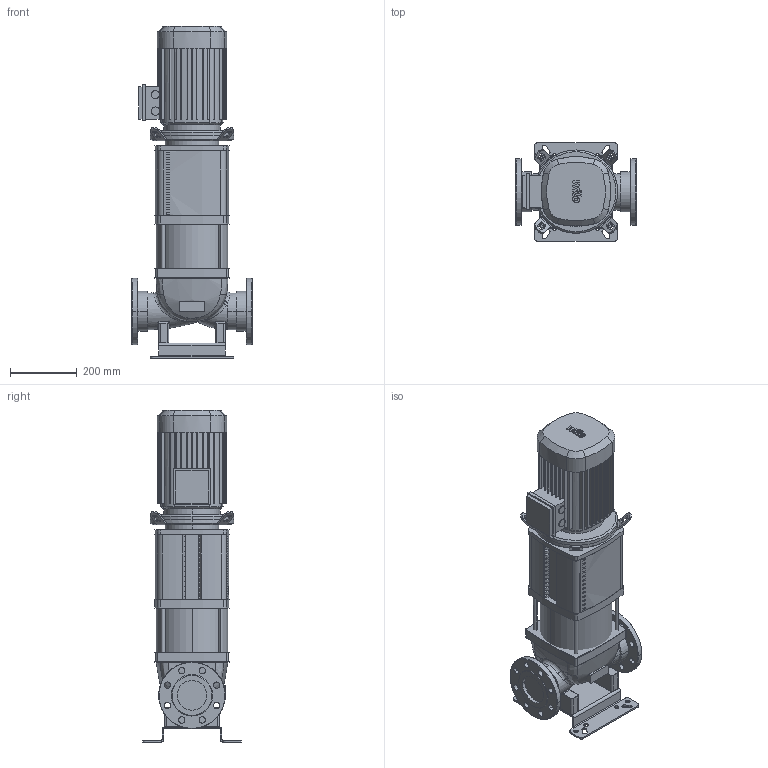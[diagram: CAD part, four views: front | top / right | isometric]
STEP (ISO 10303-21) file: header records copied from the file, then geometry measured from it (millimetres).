
FILE_DESCRIPTION((''),'2;1');
FILE_NAME('3d_HELIXV5202_2-2_16_V-4150902.stp','2016-08-24T09:20:27',(''),(''),'Mechanical Desktop 2009','Mechanical Desktop 2009',', , ');
FILE_SCHEMA(('CONFIG_CONTROL_DESIGN'));
Length unit declared in the file: millimetre
Products named in the file (1): Product
Bounding box: 365 x 296 x 996.2 mm (x, y, z)
Volume: 31872356.5 mm3; surface area: 2055328.3 mm2
Topology: 18 solids, 18 shells, 1131 faces, 3032 edges, 1967 vertices
Faces by surface type: bspline 481, plane 349, cylinder 230, torus 39, cone 32
Entity records: 42222 total; most frequent: CARTESIAN_POINT 14401, ORIENTED_EDGE 6064, DIRECTION 5150, EDGE_CURVE 3032, VERTEX_POINT 1967, VECTOR 1866, LINE 1866, AXIS2_PLACEMENT_3D 1642
